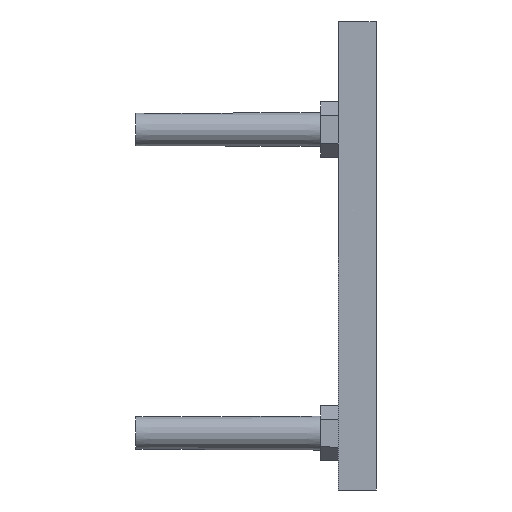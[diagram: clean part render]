
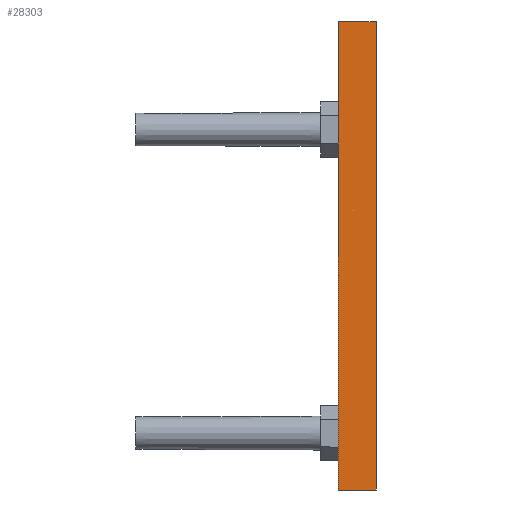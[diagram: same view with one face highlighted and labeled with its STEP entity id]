
A CAD part, left-side view. The second image highlights one B-rep face of the part: STEP entity #28303.
In plain terms, the highlighted planar face has unit normal (-1, 0, 0).
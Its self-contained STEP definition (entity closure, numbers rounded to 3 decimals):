
#44 = PLANE('',#45);
#45 = AXIS2_PLACEMENT_3D('',#46,#47,#48);
#46 = CARTESIAN_POINT('',(-105.,-10.,-5.));
#47 = DIRECTION('',(0.,0.,-1.));
#48 = DIRECTION('',(1.,0.,0.));
#141 = EDGE_CURVE('',#142,#144,#146,.T.);
#142 = VERTEX_POINT('',#143);
#143 = CARTESIAN_POINT('',(-105.,-10.,-5.));
#144 = VERTEX_POINT('',#145);
#145 = CARTESIAN_POINT('',(-105.,5.,-5.));
#146 = SURFACE_CURVE('',#147,(#151,#158),.PCURVE_S1.);
#147 = LINE('',#148,#149);
#148 = CARTESIAN_POINT('',(-105.,-10.,-5.));
#149 = VECTOR('',#150,1.);
#150 = DIRECTION('',(-0.,1.,0.));
#151 = PCURVE('',#44,#152);
#152 = DEFINITIONAL_REPRESENTATION('',(#153),#157);
#153 = LINE('',#154,#155);
#154 = CARTESIAN_POINT('',(0.,0.));
#155 = VECTOR('',#156,1.);
#156 = DIRECTION('',(0.,-1.));
#157 = ( GEOMETRIC_REPRESENTATION_CONTEXT(2) 
PARAMETRIC_REPRESENTATION_CONTEXT() REPRESENTATION_CONTEXT('2D SPACE',''
  ) );
#158 = PCURVE('',#159,#164);
#159 = PLANE('',#160);
#160 = AXIS2_PLACEMENT_3D('',#161,#162,#163);
#161 = CARTESIAN_POINT('',(-105.,-10.,180.));
#162 = DIRECTION('',(-1.,-0.,0.));
#163 = DIRECTION('',(0.,0.,-1.));
#164 = DEFINITIONAL_REPRESENTATION('',(#165),#169);
#165 = LINE('',#166,#167);
#166 = CARTESIAN_POINT('',(185.,0.));
#167 = VECTOR('',#168,1.);
#168 = DIRECTION('',(0.,-1.));
#169 = ( GEOMETRIC_REPRESENTATION_CONTEXT(2) 
PARAMETRIC_REPRESENTATION_CONTEXT() REPRESENTATION_CONTEXT('2D SPACE',''
  ) );
#187 = PLANE('',#188);
#188 = AXIS2_PLACEMENT_3D('',#189,#190,#191);
#189 = CARTESIAN_POINT('',(0.,5.,118.022));
#190 = DIRECTION('',(0.,1.,0.));
#191 = DIRECTION('',(0.,0.,1.));
#240 = PLANE('',#241);
#241 = AXIS2_PLACEMENT_3D('',#242,#243,#244);
#242 = CARTESIAN_POINT('',(0.,-10.,118.022));
#243 = DIRECTION('',(0.,1.,0.));
#244 = DIRECTION('',(0.,0.,1.));
#28303 = ADVANCED_FACE('',(#28304),#159,.T.);
#28304 = FACE_BOUND('',#28305,.T.);
#28305 = EDGE_LOOP('',(#28306,#28336,#28357,#28358));
#28306 = ORIENTED_EDGE('',*,*,#28307,.T.);
#28307 = EDGE_CURVE('',#28308,#28310,#28312,.T.);
#28308 = VERTEX_POINT('',#28309);
#28309 = CARTESIAN_POINT('',(-105.,-10.,180.));
#28310 = VERTEX_POINT('',#28311);
#28311 = CARTESIAN_POINT('',(-105.,5.,180.));
#28312 = SURFACE_CURVE('',#28313,(#28317,#28324),.PCURVE_S1.);
#28313 = LINE('',#28314,#28315);
#28314 = CARTESIAN_POINT('',(-105.,-10.,180.));
#28315 = VECTOR('',#28316,1.);
#28316 = DIRECTION('',(-0.,1.,0.));
#28317 = PCURVE('',#159,#28318);
#28318 = DEFINITIONAL_REPRESENTATION('',(#28319),#28323);
#28319 = LINE('',#28320,#28321);
#28320 = CARTESIAN_POINT('',(0.,0.));
#28321 = VECTOR('',#28322,1.);
#28322 = DIRECTION('',(0.,-1.));
#28323 = ( GEOMETRIC_REPRESENTATION_CONTEXT(2) 
PARAMETRIC_REPRESENTATION_CONTEXT() REPRESENTATION_CONTEXT('2D SPACE',''
  ) );
#28324 = PCURVE('',#28325,#28330);
#28325 = PLANE('',#28326);
#28326 = AXIS2_PLACEMENT_3D('',#28327,#28328,#28329);
#28327 = CARTESIAN_POINT('',(105.,-10.,180.));
#28328 = DIRECTION('',(0.,0.,1.));
#28329 = DIRECTION('',(-1.,-0.,0.));
#28330 = DEFINITIONAL_REPRESENTATION('',(#28331),#28335);
#28331 = LINE('',#28332,#28333);
#28332 = CARTESIAN_POINT('',(210.,0.));
#28333 = VECTOR('',#28334,1.);
#28334 = DIRECTION('',(0.,-1.));
#28335 = ( GEOMETRIC_REPRESENTATION_CONTEXT(2) 
PARAMETRIC_REPRESENTATION_CONTEXT() REPRESENTATION_CONTEXT('2D SPACE',''
  ) );
#28336 = ORIENTED_EDGE('',*,*,#28337,.T.);
#28337 = EDGE_CURVE('',#28310,#144,#28338,.T.);
#28338 = SURFACE_CURVE('',#28339,(#28343,#28350),.PCURVE_S1.);
#28339 = LINE('',#28340,#28341);
#28340 = CARTESIAN_POINT('',(-105.,5.,180.));
#28341 = VECTOR('',#28342,1.);
#28342 = DIRECTION('',(0.,0.,-1.));
#28343 = PCURVE('',#159,#28344);
#28344 = DEFINITIONAL_REPRESENTATION('',(#28345),#28349);
#28345 = LINE('',#28346,#28347);
#28346 = CARTESIAN_POINT('',(0.,-15.));
#28347 = VECTOR('',#28348,1.);
#28348 = DIRECTION('',(1.,0.));
#28349 = ( GEOMETRIC_REPRESENTATION_CONTEXT(2) 
PARAMETRIC_REPRESENTATION_CONTEXT() REPRESENTATION_CONTEXT('2D SPACE',''
  ) );
#28350 = PCURVE('',#187,#28351);
#28351 = DEFINITIONAL_REPRESENTATION('',(#28352),#28356);
#28352 = LINE('',#28353,#28354);
#28353 = CARTESIAN_POINT('',(61.978,-105.));
#28354 = VECTOR('',#28355,1.);
#28355 = DIRECTION('',(-1.,0.));
#28356 = ( GEOMETRIC_REPRESENTATION_CONTEXT(2) 
PARAMETRIC_REPRESENTATION_CONTEXT() REPRESENTATION_CONTEXT('2D SPACE',''
  ) );
#28357 = ORIENTED_EDGE('',*,*,#141,.F.);
#28358 = ORIENTED_EDGE('',*,*,#28359,.F.);
#28359 = EDGE_CURVE('',#28308,#142,#28360,.T.);
#28360 = SURFACE_CURVE('',#28361,(#28365,#28372),.PCURVE_S1.);
#28361 = LINE('',#28362,#28363);
#28362 = CARTESIAN_POINT('',(-105.,-10.,180.));
#28363 = VECTOR('',#28364,1.);
#28364 = DIRECTION('',(0.,0.,-1.));
#28365 = PCURVE('',#159,#28366);
#28366 = DEFINITIONAL_REPRESENTATION('',(#28367),#28371);
#28367 = LINE('',#28368,#28369);
#28368 = CARTESIAN_POINT('',(0.,0.));
#28369 = VECTOR('',#28370,1.);
#28370 = DIRECTION('',(1.,0.));
#28371 = ( GEOMETRIC_REPRESENTATION_CONTEXT(2) 
PARAMETRIC_REPRESENTATION_CONTEXT() REPRESENTATION_CONTEXT('2D SPACE',''
  ) );
#28372 = PCURVE('',#240,#28373);
#28373 = DEFINITIONAL_REPRESENTATION('',(#28374),#28378);
#28374 = LINE('',#28375,#28376);
#28375 = CARTESIAN_POINT('',(61.978,-105.));
#28376 = VECTOR('',#28377,1.);
#28377 = DIRECTION('',(-1.,0.));
#28378 = ( GEOMETRIC_REPRESENTATION_CONTEXT(2) 
PARAMETRIC_REPRESENTATION_CONTEXT() REPRESENTATION_CONTEXT('2D SPACE',''
  ) );
